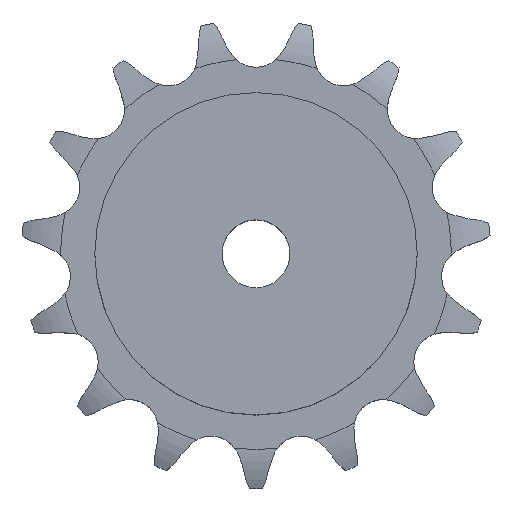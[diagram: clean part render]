
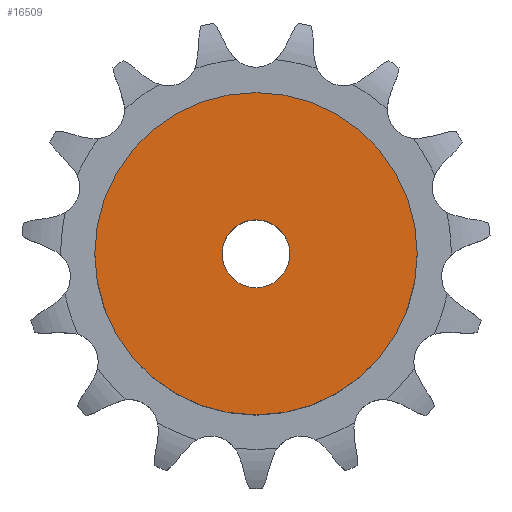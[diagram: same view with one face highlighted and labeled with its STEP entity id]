
A CAD part, top view. The second image highlights one B-rep face of the part: STEP entity #16509.
In plain terms, the highlighted planar face has unit normal (0, 0, 1).
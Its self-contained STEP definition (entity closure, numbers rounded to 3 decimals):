
#2427 = CYLINDRICAL_SURFACE('',#2428,28.5);
#2428 = AXIS2_PLACEMENT_3D('',#2429,#2430,#2431);
#2429 = CARTESIAN_POINT('',(0.,0.,0.));
#2430 = DIRECTION('',(-0.,-0.,-1.));
#2431 = DIRECTION('',(1.,0.,0.));
#10654 = VERTEX_POINT('',#10655);
#10655 = CARTESIAN_POINT('',(28.5,0.,30.));
#10676 = EDGE_CURVE('',#10654,#10654,#10677,.T.);
#10677 = SURFACE_CURVE('',#10678,(#10683,#10690),.PCURVE_S1.);
#10678 = CIRCLE('',#10679,28.5);
#10679 = AXIS2_PLACEMENT_3D('',#10680,#10681,#10682);
#10680 = CARTESIAN_POINT('',(0.,0.,30.));
#10681 = DIRECTION('',(0.,0.,1.));
#10682 = DIRECTION('',(1.,0.,0.));
#10683 = PCURVE('',#2427,#10684);
#10684 = DEFINITIONAL_REPRESENTATION('',(#10685),#10689);
#10685 = LINE('',#10686,#10687);
#10686 = CARTESIAN_POINT('',(-0.,-30.));
#10687 = VECTOR('',#10688,1.);
#10688 = DIRECTION('',(-1.,0.));
#10689 = ( GEOMETRIC_REPRESENTATION_CONTEXT(2) 
PARAMETRIC_REPRESENTATION_CONTEXT() REPRESENTATION_CONTEXT('2D SPACE',''
  ) );
#10690 = PCURVE('',#10691,#10696);
#10691 = PLANE('',#10692);
#10692 = AXIS2_PLACEMENT_3D('',#10693,#10694,#10695);
#10693 = CARTESIAN_POINT('',(0.,0.,30.)
  );
#10694 = DIRECTION('',(0.,0.,1.));
#10695 = DIRECTION('',(1.,0.,0.));
#10696 = DEFINITIONAL_REPRESENTATION('',(#10697),#10701);
#10697 = CIRCLE('',#10698,28.5);
#10698 = AXIS2_PLACEMENT_2D('',#10699,#10700);
#10699 = CARTESIAN_POINT('',(0.,0.));
#10700 = DIRECTION('',(1.,0.));
#10701 = ( GEOMETRIC_REPRESENTATION_CONTEXT(2) 
PARAMETRIC_REPRESENTATION_CONTEXT() REPRESENTATION_CONTEXT('2D SPACE',''
  ) );
#14132 = CYLINDRICAL_SURFACE('',#14133,6.);
#14133 = AXIS2_PLACEMENT_3D('',#14134,#14135,#14136);
#14134 = CARTESIAN_POINT('',(0.,0.,135.142));
#14135 = DIRECTION('',(0.,0.,1.));
#14136 = DIRECTION('',(1.,0.,0.));
#16509 = ADVANCED_FACE('',(#16510,#16513),#10691,.T.);
#16510 = FACE_BOUND('',#16511,.T.);
#16511 = EDGE_LOOP('',(#16512));
#16512 = ORIENTED_EDGE('',*,*,#10676,.T.);
#16513 = FACE_BOUND('',#16514,.T.);
#16514 = EDGE_LOOP('',(#16515));
#16515 = ORIENTED_EDGE('',*,*,#16516,.F.);
#16516 = EDGE_CURVE('',#16517,#16517,#16519,.T.);
#16517 = VERTEX_POINT('',#16518);
#16518 = CARTESIAN_POINT('',(6.,0.,30.));
#16519 = SURFACE_CURVE('',#16520,(#16525,#16532),.PCURVE_S1.);
#16520 = CIRCLE('',#16521,6.);
#16521 = AXIS2_PLACEMENT_3D('',#16522,#16523,#16524);
#16522 = CARTESIAN_POINT('',(0.,0.,30.));
#16523 = DIRECTION('',(0.,0.,1.));
#16524 = DIRECTION('',(1.,0.,0.));
#16525 = PCURVE('',#10691,#16526);
#16526 = DEFINITIONAL_REPRESENTATION('',(#16527),#16531);
#16527 = CIRCLE('',#16528,6.);
#16528 = AXIS2_PLACEMENT_2D('',#16529,#16530);
#16529 = CARTESIAN_POINT('',(0.,0.));
#16530 = DIRECTION('',(1.,0.));
#16531 = ( GEOMETRIC_REPRESENTATION_CONTEXT(2) 
PARAMETRIC_REPRESENTATION_CONTEXT() REPRESENTATION_CONTEXT('2D SPACE',''
  ) );
#16532 = PCURVE('',#14132,#16533);
#16533 = DEFINITIONAL_REPRESENTATION('',(#16534),#16538);
#16534 = LINE('',#16535,#16536);
#16535 = CARTESIAN_POINT('',(0.,-105.142));
#16536 = VECTOR('',#16537,1.);
#16537 = DIRECTION('',(1.,0.));
#16538 = ( GEOMETRIC_REPRESENTATION_CONTEXT(2) 
PARAMETRIC_REPRESENTATION_CONTEXT() REPRESENTATION_CONTEXT('2D SPACE',''
  ) );
